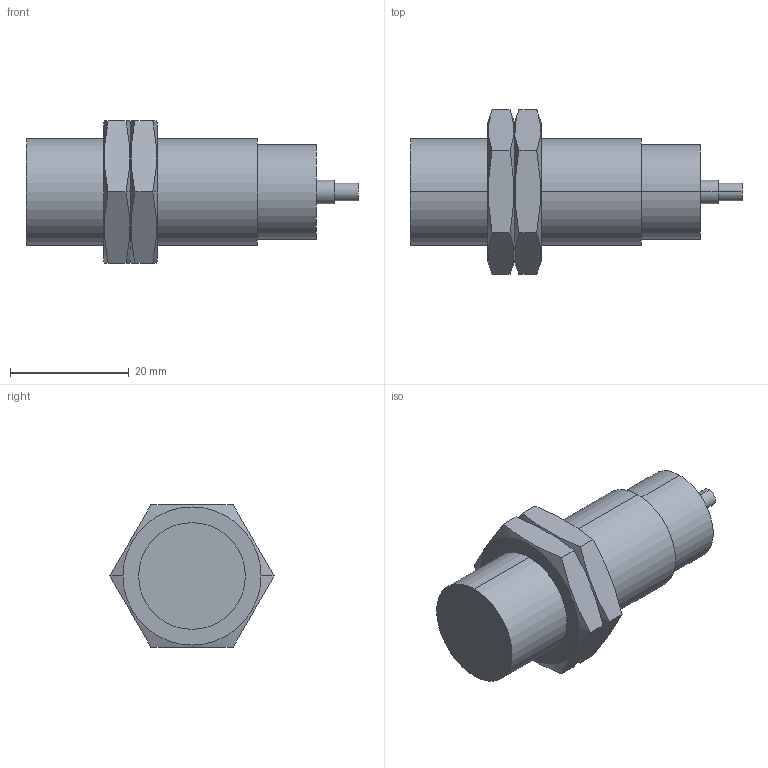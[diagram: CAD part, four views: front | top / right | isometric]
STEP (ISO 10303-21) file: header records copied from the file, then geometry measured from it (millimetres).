
FILE_DESCRIPTION (( 'STEP AP214' ), '1' );
FILE_NAME ('PXPEPM18-TM20PO_3D.STEP', '2022-11-03T15:04:43', ( '' ), ( '' ), 'SwSTEP 2.0', 'SolidWorks 2022', '' );
FILE_SCHEMA (( 'AUTOMOTIVE_DESIGN' ));
Length unit declared in the file: inch
Products named in the file (1): PXPEPM18-TM20PO_3D
Bounding box: 56 x 27.71 x 24 mm (x, y, z)
Volume: 14141.2 mm3; surface area: 5092.4 mm2
Topology: 2 solids, 2 shells, 37 faces, 80 edges, 50 vertices
Faces by surface type: plane 19, cylinder 10, sphere 8
Entity records: 1568 total; most frequent: DIRECTION 214, CARTESIAN_POINT 168, ORIENTED_EDGE 160, AXIS2_PLACEMENT_3D 96, EDGE_CURVE 80, CIRCLE 58, VERTEX_POINT 50, EDGE_LOOP 42
